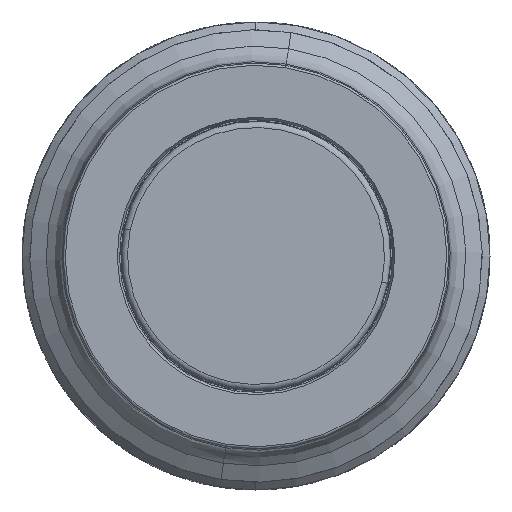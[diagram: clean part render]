
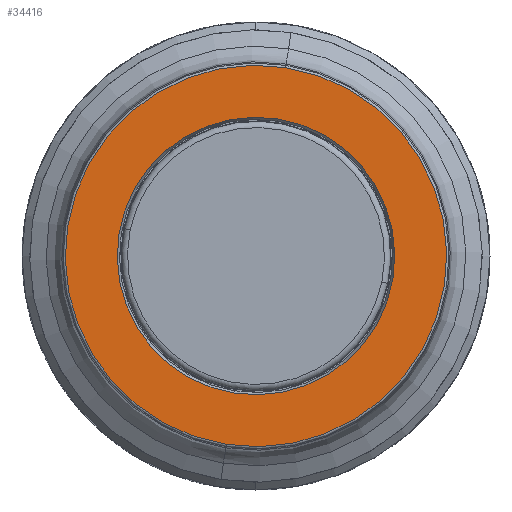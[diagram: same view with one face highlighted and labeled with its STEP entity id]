
A CAD part, left-side view. The second image highlights one B-rep face of the part: STEP entity #34416.
In plain terms, the highlighted planar face has unit normal (-1, 0, 0).
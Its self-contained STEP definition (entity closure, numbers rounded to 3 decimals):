
#6231 = ORIENTED_EDGE ( 'NONE', *, *, #31857, .F. ) ;
#6232 = ORIENTED_EDGE ( 'NONE', *, *, #30082, .F. ) ;
#6233 = ORIENTED_EDGE ( 'NONE', *, *, #30064, .T. ) ;
#6234 = ORIENTED_EDGE ( 'NONE', *, *, #31856, .T. ) ;
#6501 = CARTESIAN_POINT ( 'NONE',  ( -82.8, 0., 0. ) ) ;
#6502 = DIRECTION ( 'NONE',  ( -1., 0., 0. ) ) ;
#6503 = DIRECTION ( 'NONE',  ( 0., -0.155, 0.988 ) ) ;
#6504 = CARTESIAN_POINT ( 'NONE',  ( -82.8, 0., 0. ) ) ;
#6505 = DIRECTION ( 'NONE',  ( -1., 0., 0. ) ) ;
#6506 = DIRECTION ( 'NONE',  ( 0., -0.155, 0.988 ) ) ;
#7265 = PLANE ( 'NONE',  #39001 ) ;
#7266 = CARTESIAN_POINT ( 'NONE',  ( -82.8, 17.573, 2.759 ) ) ;
#7267 = DIRECTION ( 'NONE',  ( 1., 0., 0. ) ) ;
#7268 = DIRECTION ( 'NONE',  ( 0., 0.155, -0.988 ) ) ;
#7680 = CARTESIAN_POINT ( 'NONE',  ( -82.8, -2.759, 17.573 ) ) ;
#7709 = CARTESIAN_POINT ( 'NONE',  ( -82.8, -3.793, 24.159 ) ) ;
#7713 = CARTESIAN_POINT ( 'NONE',  ( -82.8, 3.793, -24.159 ) ) ;
#7739 = CARTESIAN_POINT ( 'NONE',  ( -82.8, 2.759, -17.573 ) ) ;
#11837 = CARTESIAN_POINT ( 'NONE',  ( -82.8, 0., 0. ) ) ;
#11838 = DIRECTION ( 'NONE',  ( -1., 0., 0. ) ) ;
#11839 = DIRECTION ( 'NONE',  ( 0., -0.155, 0.988 ) ) ;
#11948 = CARTESIAN_POINT ( 'NONE',  ( -82.8, 0., 0. ) ) ;
#11950 = DIRECTION ( 'NONE',  ( -1., 0., 0. ) ) ;
#11952 = DIRECTION ( 'NONE',  ( 0., -0.155, 0.988 ) ) ;
#17981 = CIRCLE ( 'NONE', #38874, 24.455 ) ;
#17990 = CIRCLE ( 'NONE', #38878, 17.789 ) ;
#23812 = VERTEX_POINT ( 'NONE', #7680 ) ;
#23841 = VERTEX_POINT ( 'NONE', #7709 ) ;
#23845 = VERTEX_POINT ( 'NONE', #7713 ) ;
#23871 = VERTEX_POINT ( 'NONE', #7739 ) ;
#24929 = EDGE_LOOP ( 'NONE', ( #6231, #6232 ) ) ;
#24930 = EDGE_LOOP ( 'NONE', ( #6233, #6234 ) ) ;
#26065 = CIRCLE ( 'NONE', #38950, 24.455 ) ;
#26066 = CIRCLE ( 'NONE', #38951, 17.789 ) ;
#26450 = FACE_BOUND ( 'NONE', #24929, .T. ) ;
#26451 = FACE_OUTER_BOUND ( 'NONE', #24930, .T. ) ;
#30064 = EDGE_CURVE ( 'NONE', #23841, #23845, #17981, .T. ) ;
#30082 = EDGE_CURVE ( 'NONE', #23871, #23812, #17990, .T. ) ;
#31856 = EDGE_CURVE ( 'NONE', #23845, #23841, #26065, .T. ) ;
#31857 = EDGE_CURVE ( 'NONE', #23812, #23871, #26066, .T. ) ;
#34416 = ADVANCED_FACE ( 'NONE', ( #26450, #26451 ), #7265, .F. ) ;
#38874 = AXIS2_PLACEMENT_3D ( 'NONE', #11837, #11838, #11839 ) ;
#38878 = AXIS2_PLACEMENT_3D ( 'NONE', #11948, #11950, #11952 ) ;
#38950 = AXIS2_PLACEMENT_3D ( 'NONE', #6501, #6502, #6503 ) ;
#38951 = AXIS2_PLACEMENT_3D ( 'NONE', #6504, #6505, #6506 ) ;
#39001 = AXIS2_PLACEMENT_3D ( 'NONE', #7266, #7267, #7268 ) ;
